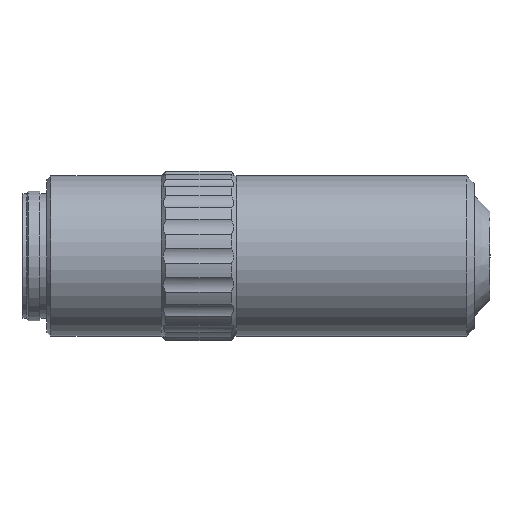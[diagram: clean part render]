
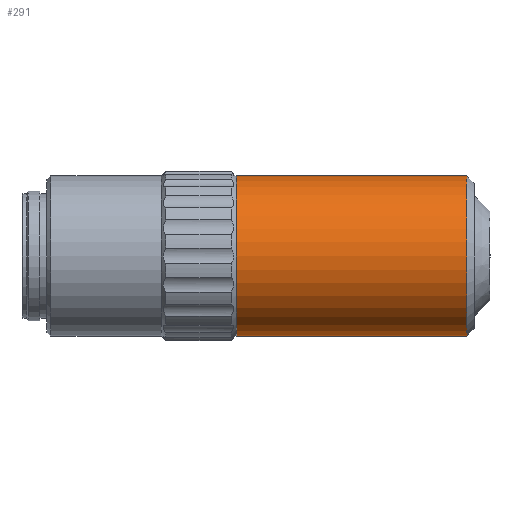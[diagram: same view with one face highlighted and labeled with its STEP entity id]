
A CAD part, left-side view. The second image highlights one B-rep face of the part: STEP entity #291.
In plain terms, the highlighted cylindrical face has radius 16.1 mm (diameter 32.2 mm), a partial arc.
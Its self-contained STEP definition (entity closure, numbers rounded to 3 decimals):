
#77 = CIRCLE ( 'NONE', #1530, 16.1 ) ;
#136 = DIRECTION ( 'NONE',  ( 0., 0., -1. ) ) ;
#291 = ADVANCED_FACE ( 'NONE', ( #1099 ), #1735, .T. ) ;
#367 = DIRECTION ( 'NONE',  ( 0., 0., -1. ) ) ;
#426 = CIRCLE ( 'NONE', #2540, 16.1 ) ;
#484 = ORIENTED_EDGE ( 'NONE', *, *, #3203, .T. ) ;
#570 = LINE ( 'NONE', #2790, #1470 ) ;
#572 = CARTESIAN_POINT ( 'NONE',  ( 0., -89.3, 16.1 ) ) ;
#720 = EDGE_CURVE ( 'NONE', #2022, #804, #570, .T. ) ;
#804 = VERTEX_POINT ( 'NONE', #572 ) ;
#853 = ORIENTED_EDGE ( 'NONE', *, *, #720, .F. ) ;
#867 = EDGE_CURVE ( 'NONE', #2022, #1648, #77, .T. ) ;
#1026 = CARTESIAN_POINT ( 'NONE',  ( 0., -40.45, 0. ) ) ;
#1099 = FACE_OUTER_BOUND ( 'NONE', #2656, .T. ) ;
#1134 = CARTESIAN_POINT ( 'NONE',  ( 0., -43.1, 16.1 ) ) ;
#1185 = CARTESIAN_POINT ( 'NONE',  ( 0., -43.1, 0. ) ) ;
#1236 = VECTOR ( 'NONE', #3214, 1000. ) ;
#1268 = CARTESIAN_POINT ( 'NONE',  ( 0., -43.1, -16.1 ) ) ;
#1297 = ORIENTED_EDGE ( 'NONE', *, *, #867, .T. ) ;
#1372 = DIRECTION ( 'NONE',  ( 0., -1., 0. ) ) ;
#1470 = VECTOR ( 'NONE', #1372, 1000. ) ;
#1475 = DIRECTION ( 'NONE',  ( 0., -1., 0. ) ) ;
#1523 = EDGE_CURVE ( 'NONE', #1648, #2823, #1957, .T. ) ;
#1530 = AXIS2_PLACEMENT_3D ( 'NONE', #1185, #1475, #3473 ) ;
#1648 = VERTEX_POINT ( 'NONE', #1268 ) ;
#1735 = CYLINDRICAL_SURFACE ( 'NONE', #2945, 16.1 ) ;
#1957 = LINE ( 'NONE', #2315, #1236 ) ;
#1971 = ORIENTED_EDGE ( 'NONE', *, *, #1523, .T. ) ;
#2022 = VERTEX_POINT ( 'NONE', #1134 ) ;
#2315 = CARTESIAN_POINT ( 'NONE',  ( 0., -40.45, -16.1 ) ) ;
#2372 = CARTESIAN_POINT ( 'NONE',  ( 0., -89.3, 0. ) ) ;
#2540 = AXIS2_PLACEMENT_3D ( 'NONE', #2372, #3506, #367 ) ;
#2656 = EDGE_LOOP ( 'NONE', ( #853, #1297, #1971, #484 ) ) ;
#2790 = CARTESIAN_POINT ( 'NONE',  ( 0., -40.45, 16.1 ) ) ;
#2823 = VERTEX_POINT ( 'NONE', #3145 ) ;
#2945 = AXIS2_PLACEMENT_3D ( 'NONE', #1026, #3613, #136 ) ;
#3145 = CARTESIAN_POINT ( 'NONE',  ( 0., -89.3, -16.1 ) ) ;
#3203 = EDGE_CURVE ( 'NONE', #2823, #804, #426, .T. ) ;
#3214 = DIRECTION ( 'NONE',  ( 0., -1., 0. ) ) ;
#3473 = DIRECTION ( 'NONE',  ( 0., 0., -1. ) ) ;
#3506 = DIRECTION ( 'NONE',  ( 0., 1., 0. ) ) ;
#3613 = DIRECTION ( 'NONE',  ( 0., -1., 0. ) ) ;
